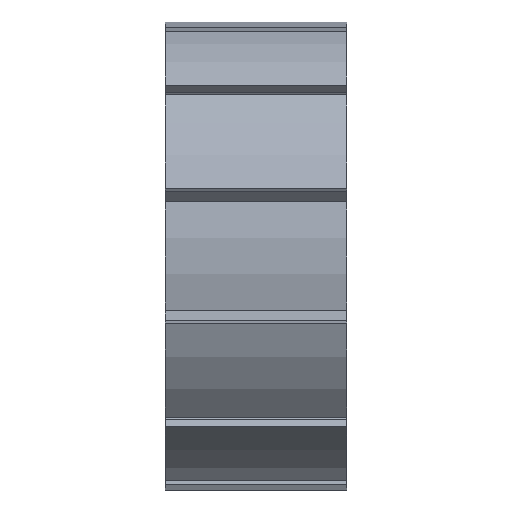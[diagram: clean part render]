
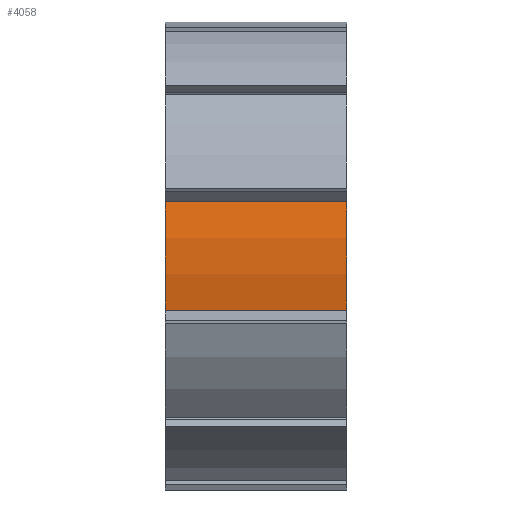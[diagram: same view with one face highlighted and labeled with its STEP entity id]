
A CAD part, left-side view. The second image highlights one B-rep face of the part: STEP entity #4058.
In plain terms, the highlighted cylindrical face has radius 35 mm (diameter 70 mm), a partial arc.
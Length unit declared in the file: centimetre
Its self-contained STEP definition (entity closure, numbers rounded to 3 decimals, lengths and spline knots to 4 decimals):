
#168=CYLINDRICAL_SURFACE('',#4354,3.5);
#235=FACE_OUTER_BOUND('',#459,.T.);
#459=EDGE_LOOP('',(#2847,#2848,#2849,#2850));
#760=LINE('',#5961,#1152);
#762=LINE('',#5965,#1154);
#1152=VECTOR('',#4866,1.);
#1154=VECTOR('',#4870,1.);
#1451=CIRCLE('',#4281,3.5);
#1500=CIRCLE('',#4355,3.5);
#1609=VERTEX_POINT('',#5674);
#1610=VERTEX_POINT('',#5676);
#1728=VERTEX_POINT('',#5960);
#1729=VERTEX_POINT('',#5964);
#2024=EDGE_CURVE('',#1610,#1609,#1451,.T.);
#2166=EDGE_CURVE('',#1610,#1728,#760,.T.);
#2168=EDGE_CURVE('',#1609,#1729,#762,.T.);
#2169=EDGE_CURVE('',#1729,#1728,#1500,.T.);
#2847=ORIENTED_EDGE('',*,*,#2024,.T.);
#2848=ORIENTED_EDGE('',*,*,#2168,.T.);
#2849=ORIENTED_EDGE('',*,*,#2169,.T.);
#2850=ORIENTED_EDGE('',*,*,#2166,.F.);
#4058=ADVANCED_FACE('',(#235),#168,.T.);
#4281=AXIS2_PLACEMENT_3D('',#5677,#4627,#4628);
#4354=AXIS2_PLACEMENT_3D('',#5963,#4868,#4869);
#4355=AXIS2_PLACEMENT_3D('',#5966,#4871,#4872);
#4627=DIRECTION('center_axis',(0.,1.,0.));
#4628=DIRECTION('ref_axis',(1.,0.,0.));
#4866=DIRECTION('',(0.,1.,0.));
#4868=DIRECTION('center_axis',(0.,1.,0.));
#4869=DIRECTION('ref_axis',(-1.,0.,0.));
#4870=DIRECTION('',(0.,1.,0.));
#4871=DIRECTION('center_axis',(0.,-1.,0.));
#4872=DIRECTION('ref_axis',(1.,0.,0.));
#5674=CARTESIAN_POINT('',(-3.4053,0.2,0.8085));
#5676=CARTESIAN_POINT('',(-3.4054,0.2,-0.8083));
#5677=CARTESIAN_POINT('Origin',(0.,0.2,0.));
#5960=CARTESIAN_POINT('',(-3.4054,2.9,-0.8083));
#5961=CARTESIAN_POINT('',(-3.4054,0.1,-0.8083));
#5963=CARTESIAN_POINT('Origin',(0.,0.1,0.));
#5964=CARTESIAN_POINT('',(-3.4053,2.9,0.8085));
#5965=CARTESIAN_POINT('',(-3.4053,0.1,0.8085));
#5966=CARTESIAN_POINT('Origin',(0.,2.9,0.));
